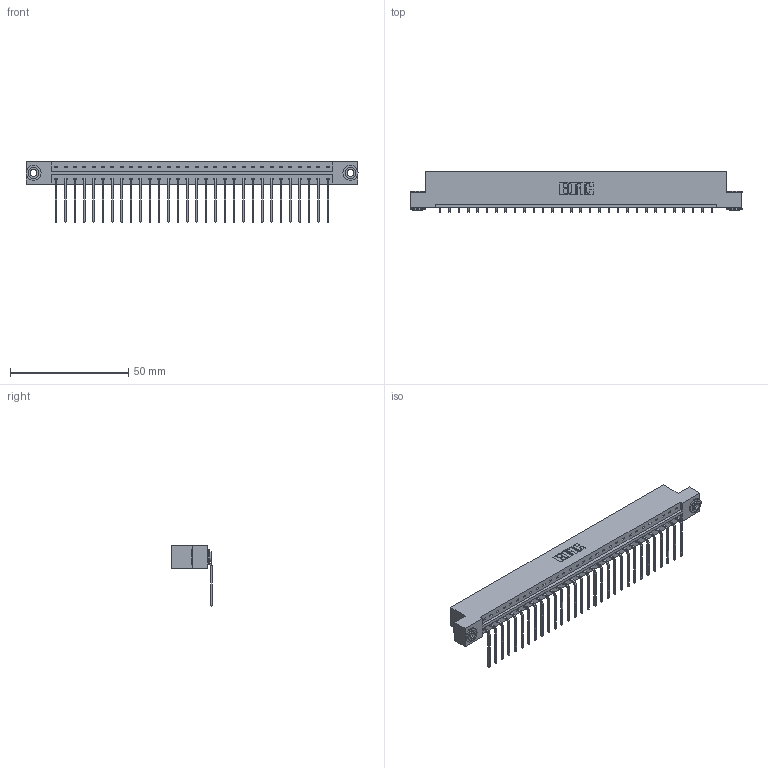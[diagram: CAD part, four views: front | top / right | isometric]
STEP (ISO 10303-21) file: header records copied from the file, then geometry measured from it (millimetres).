
FILE_DESCRIPTION (( 'STEP AP203' ), '1' );
FILE_NAME ('833-030-559-103.STEP', '2020-06-02T14:26:23', ( '' ), ( '' ), 'SwSTEP 2.0', 'SolidWorks 2020', '' );
FILE_SCHEMA (( 'CONFIG_CONTROL_DESIGN' ));
Length unit declared in the file: inch
Products named in the file (4): 833-030-559-103; 833 Part_Flush - .156 Dia - TH; 345-292-001_558 559 Tail - 1; 345-250-002_345-250-002-102
Assembly tree (33 placements, depth 2):
  833-030-559-103
    833 Part_Flush - .156 Dia - TH
    345-292-001_558 559 Tail - 1  x30
    345-250-002_345-250-002-102  x2
Bounding box: 140.41 x 17.09 x 25.53 mm (x, y, z)
Volume: 14145.5 mm3; surface area: 16067.1 mm2
Topology: 33 solids, 33 shells, 1952 faces, 5847 edges, 3854 vertices
Faces by surface type: plane 1400, cylinder 544, cone 8
Entity records: 20626 total; most frequent: CARTESIAN_POINT 3539, ORIENTED_EDGE 3498, DIRECTION 3043, EDGE_CURVE 1749, LINE 1597, VECTOR 1597, VERTEX_POINT 1162, AXIS2_PLACEMENT_3D 723
